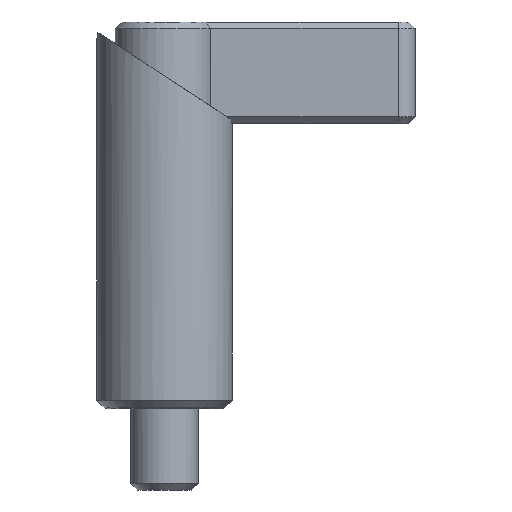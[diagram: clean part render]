
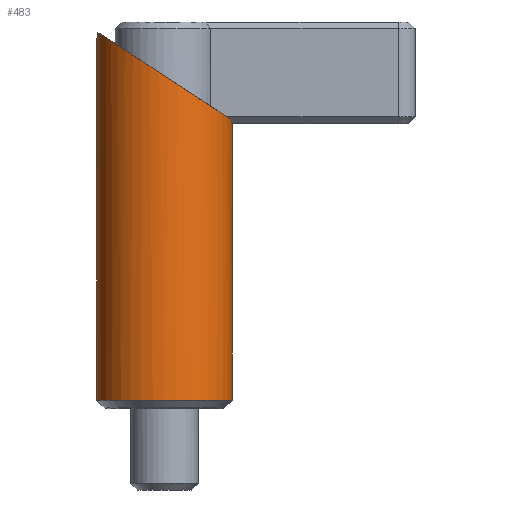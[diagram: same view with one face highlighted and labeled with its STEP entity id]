
A CAD part, front view. The second image highlights one B-rep face of the part: STEP entity #483.
In plain terms, the highlighted cylindrical face has radius 10 mm (diameter 20 mm), a partial arc.
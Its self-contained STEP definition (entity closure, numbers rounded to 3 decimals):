
#299=VERTEX_POINT('',#640);
#361=EDGE_CURVE('',#417,#455,#709,.T.);
#411=EDGE_CURVE('',#441,#417,#762,.T.);
#417=VERTEX_POINT('',#769);
#425=EDGE_CURVE('',#441,#437,#778,.T.);
#437=VERTEX_POINT('',#790);
#441=VERTEX_POINT('',#794);
#443=EDGE_CURVE('',#299,#455,#796,.T.);
#455=VERTEX_POINT('',#811);
#463=EDGE_CURVE('',#299,#437,#820,.T.);
#483=ADVANCED_FACE('',(#842),#843,.T.);
#640=CARTESIAN_POINT('',(-10.,0.,1.25));
#709=B_SPLINE_CURVE_WITH_KNOTS('',3,(#1131,#1132,#1133,#1134,#1135,#1136,#1137,#1138,#1139,#1140,#1141,#1142,#1143,#1144),.UNSPECIFIED.,.F.,.F.,(4,2,2,2,2,2,4),(0.938,1.236,1.648,2.06,2.472,2.884,3.296),.UNSPECIFIED.);
#762=ELLIPSE('',#1220,11.954,10.);
#769=CARTESIAN_POINT('',(-9.805,-1.964,55.472));
#778=LINE('',#1240,#1241);
#790=CARTESIAN_POINT('',(10.,0.,1.25));
#794=CARTESIAN_POINT('',(10.,0.,42.5));
#796=LINE('',#1266,#1267);
#811=CARTESIAN_POINT('',(-10.,0.,54.238));
#820=CIRCLE('',#1294,10.);
#842=FACE_OUTER_BOUND('',#1325,.T.);
#843=CYLINDRICAL_SURFACE('',#1326,10.);
#1131=CARTESIAN_POINT('',(-9.805,-1.964,55.472));
#1132=CARTESIAN_POINT('',(-9.814,-1.919,55.378));
#1133=CARTESIAN_POINT('',(-9.824,-1.867,55.286));
#1134=CARTESIAN_POINT('',(-9.85,-1.729,55.082));
#1135=CARTESIAN_POINT('',(-9.865,-1.638,54.973));
#1136=CARTESIAN_POINT('',(-9.896,-1.445,54.779));
#1137=CARTESIAN_POINT('',(-9.911,-1.336,54.689));
#1138=CARTESIAN_POINT('',(-9.94,-1.098,54.529));
#1139=CARTESIAN_POINT('',(-9.954,-0.97,54.46));
#1140=CARTESIAN_POINT('',(-9.976,-0.701,54.348));
#1141=CARTESIAN_POINT('',(-9.985,-0.561,54.306));
#1142=CARTESIAN_POINT('',(-9.997,-0.279,54.251));
#1143=CARTESIAN_POINT('',(-10.,-0.137,54.238));
#1144=CARTESIAN_POINT('',(-10.,0.,54.238));
#1220=AXIS2_PLACEMENT_3D('',#1642,#1643,#1644);
#1240=CARTESIAN_POINT('',(10.,0.,28.425));
#1241=VECTOR('',#1665,1.0);
#1266=CARTESIAN_POINT('',(-10.,0.,28.425));
#1267=VECTOR('',#1669,1.0);
#1294=AXIS2_PLACEMENT_3D('',#1708,#1709,#1710);
#1325=EDGE_LOOP('',(#1740,#1741,#1742,#1743,#1744));
#1326=AXIS2_PLACEMENT_3D('',#1745,#1746,#1747);
#1642=CARTESIAN_POINT('',(0.,0.,49.05));
#1643=DIRECTION('',(-0.548,0.,-0.837));
#1644=DIRECTION('',(-0.837,0.,0.548));
#1665=DIRECTION('',(0.,0.,-1.0));
#1669=DIRECTION('',(0.,0.,1.0));
#1708=CARTESIAN_POINT('',(0.,0.,1.25));
#1709=DIRECTION('',(0.,0.,1.0));
#1710=DIRECTION('',(-1.0,0.,0.));
#1740=ORIENTED_EDGE('',*,*,#443,.F.);
#1741=ORIENTED_EDGE('',*,*,#463,.T.);
#1742=ORIENTED_EDGE('',*,*,#425,.F.);
#1743=ORIENTED_EDGE('',*,*,#411,.T.);
#1744=ORIENTED_EDGE('',*,*,#361,.T.);
#1745=CARTESIAN_POINT('',(0.,0.,28.425));
#1746=DIRECTION('',(0.,0.,-1.0));
#1747=DIRECTION('',(-1.0,0.,0.));
